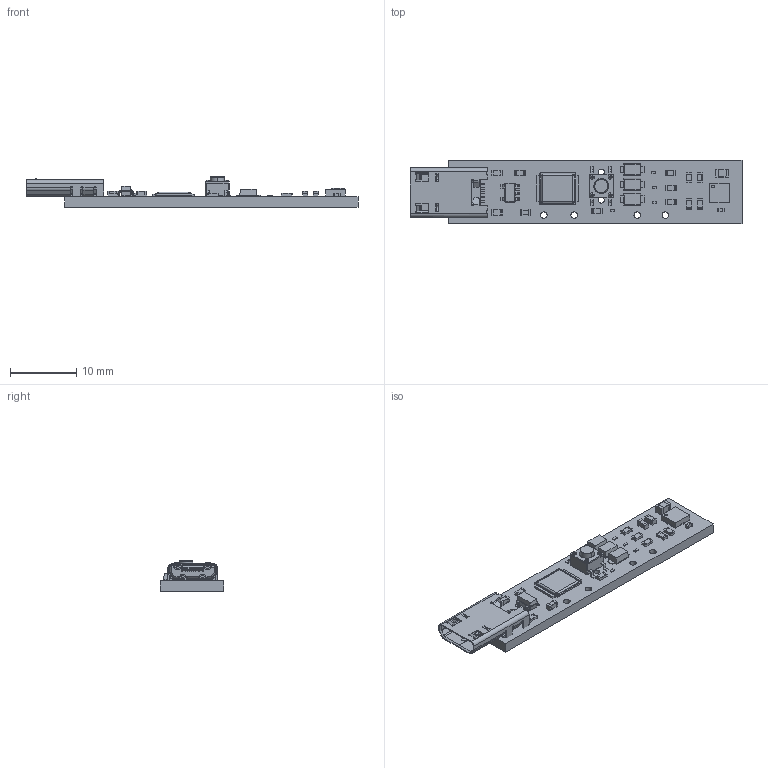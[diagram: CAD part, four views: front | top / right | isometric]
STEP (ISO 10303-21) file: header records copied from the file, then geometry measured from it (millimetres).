
FILE_DESCRIPTION(('KiCad electronic assembly'),'2;1');
FILE_NAME('battery_charger.step','2024-11-19T19:15:22',('Pcbnew'),( 'Kicad'),'Open CASCADE STEP processor 7.8','KiCad to STEP converter' ,'Unknown');
FILE_SCHEMA(('AUTOMOTIVE_DESIGN { 1 0 10303 214 1 1 1 1 }'));
Length unit declared in the file: millimetre
Products named in the file (26): battery_charger 1; 1N4007FLTR; DSS110UTR; L_0603_1608Metric; TPS61201DRCR; DRC10; R_0603_1608Metric; C_0603_1608Metric; LED_0201_0603Metric; PUSHBUTTON; FSM4JSMATR; C_0805_2012Metric; DirectFET_MX; USB_B_MICRO; UJ2-MIBH-4-SMT; SOT-23-5; SOT_23_5; C_0402_1005Metric; battery_charger_PCB
Assembly tree (39 placements, depth 3):
  battery_charger 1
    1N4007FLTR  x3
      DSS110UTR
    L_0603_1608Metric
      L_0603_1608Metric
    TPS61201DRCR
      DRC10
    R_0603_1608Metric  x8
      R_0603_1608Metric
    C_0603_1608Metric  x3
      C_0603_1608Metric
    LED_0201_0603Metric  x4
      LED_0201_0603Metric
    PUSHBUTTON
      FSM4JSMATR
    C_0805_2012Metric
      C_0805_2012Metric
    DirectFET_MX
      DirectFET_MX
    USB_B_MICRO
      UJ2-MIBH-4-SMT
    SOT-23-5
      SOT_23_5
    C_0402_1005Metric
      C_0402_1005Metric
    battery_charger_PCB
Bounding box: 50.25 x 9.6 x 4.64 mm (x, y, z)
Volume: 896 mm3; surface area: 2075.7 mm2
Topology: 66 solids, 66 shells, 1648 faces, 4167 edges, 2662 vertices
Faces by surface type: plane 1079, cylinder 380, bspline 167, cone 14, revolution 4, sphere 4
Full cylindrical faces by diameter (mm): 0.2 x4, 0.9 x2, 1 x4
Entity records: 42257 total; most frequent: CARTESIAN_POINT 8533, ORIENTED_EDGE 6472, DIRECTION 5740, EDGE_CURVE 3236, LINE 2250, VECTOR 2250, VERTEX_POINT 2068, AXIS2_PLACEMENT_3D 1743
